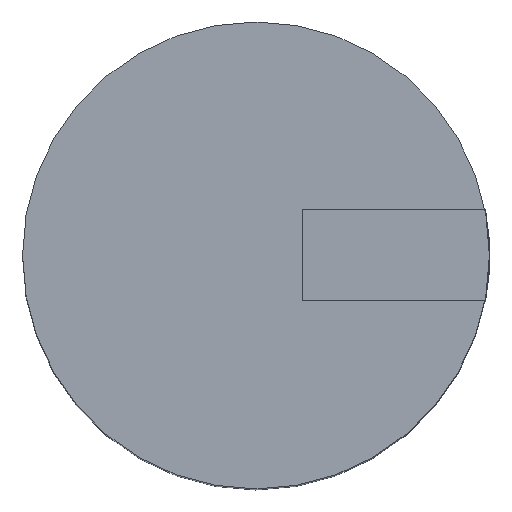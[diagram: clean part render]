
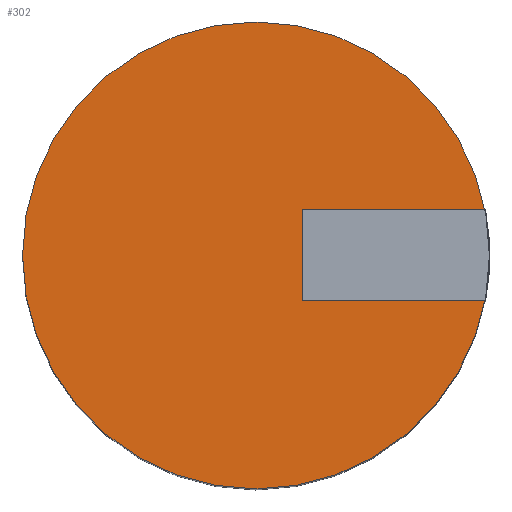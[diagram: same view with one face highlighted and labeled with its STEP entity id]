
A CAD part, top view. The second image highlights one B-rep face of the part: STEP entity #302.
In plain terms, the highlighted planar face has unit normal (0, 0, 1).
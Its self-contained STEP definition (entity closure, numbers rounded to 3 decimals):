
#302=ADVANCED_FACE($,(#308),#304,.T.);
#304=PLANE($,#329);
#308=FACE_OUTER_BOUND($,#312,.T.);
#312=EDGE_LOOP($,(#322));
#313=CIRCLE($,#326,15.494);
#315=VERTEX_POINT('',#344);
#317=EDGE_CURVE($,#315,#315,#313,.T.);
#322=ORIENTED_EDGE($,*,*,#317,.T.);
#326=AXIS2_PLACEMENT_3D($,#345,#334,#335);
#329=AXIS2_PLACEMENT_3D($,#349,#340,#341);
#334=DIRECTION('',(0.,0.,1.));
#335=DIRECTION('',(1.,0.,0.));
#340=DIRECTION('',(0.,0.,1.));
#341=DIRECTION('',(0.,1.,0.));
#344=CARTESIAN_POINT('',(-10.494,0.0,42.012));
#345=CARTESIAN_POINT('',(5.0,0.0,42.012));
#349=CARTESIAN_POINT('',(5.0,0.0,42.012));
